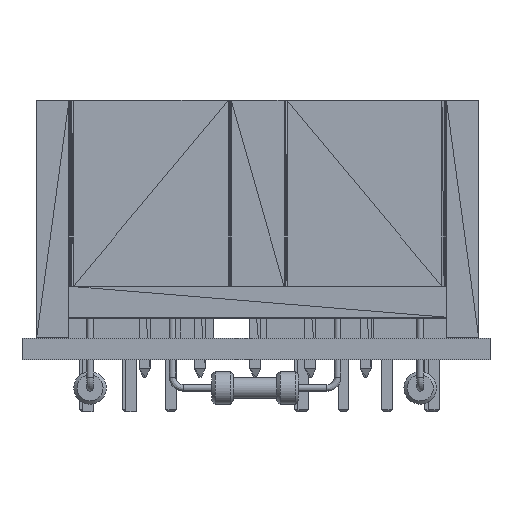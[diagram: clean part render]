
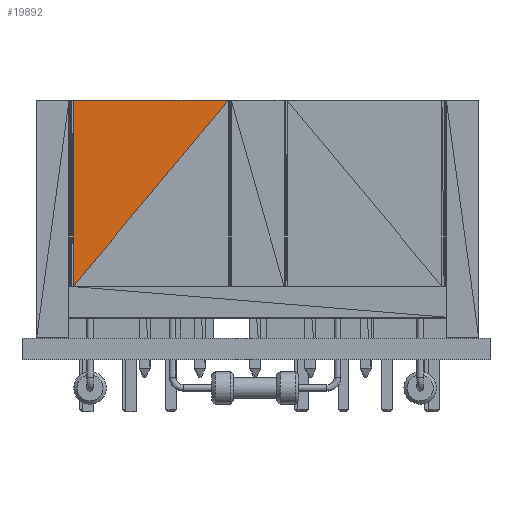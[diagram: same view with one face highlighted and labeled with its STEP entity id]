
A CAD part, front view. The second image highlights one B-rep face of the part: STEP entity #19892.
In plain terms, the highlighted planar face has unit normal (0, -1, 0).
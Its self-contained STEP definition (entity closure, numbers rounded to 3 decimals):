
#18863 = VERTEX_POINT('',#18864);
#18864 = CARTESIAN_POINT('',(-8.388,-4.116,
    10.974));
#19622 = VERTEX_POINT('',#19623);
#19623 = CARTESIAN_POINT('',(-8.388,-4.116,
    2.39));
#19858 = EDGE_CURVE('',#19622,#18863,#19859,.T.);
#19859 = LINE('',#19860,#19861);
#19860 = CARTESIAN_POINT('',(-8.388,-4.116,
    2.39));
#19861 = VECTOR('',#19862,1.);
#19862 = DIRECTION('',(0.,0.,1.));
#19875 = VERTEX_POINT('',#19876);
#19876 = CARTESIAN_POINT('',(-1.24,-4.116,
    10.974));
#19882 = EDGE_CURVE('',#19875,#19622,#19883,.T.);
#19883 = LINE('',#19884,#19885);
#19884 = CARTESIAN_POINT('',(-1.24,-4.116,
    10.974));
#19885 = VECTOR('',#19886,1.);
#19886 = DIRECTION('',(-0.64,0.,-0.768));
#19892 = ADVANCED_FACE('',(#19893),#19903,.F.);
#19893 = FACE_BOUND('',#19894,.T.);
#19894 = EDGE_LOOP('',(#19895,#19896,#19902));
#19895 = ORIENTED_EDGE('',*,*,#19882,.F.);
#19896 = ORIENTED_EDGE('',*,*,#19897,.T.);
#19897 = EDGE_CURVE('',#19875,#18863,#19898,.T.);
#19898 = LINE('',#19899,#19900);
#19899 = CARTESIAN_POINT('',(-1.24,-4.116,
    10.974));
#19900 = VECTOR('',#19901,1.);
#19901 = DIRECTION('',(-1.,0.,0.));
#19902 = ORIENTED_EDGE('',*,*,#19858,.F.);
#19903 = PLANE('',#19904);
#19904 = AXIS2_PLACEMENT_3D('',#19905,#19906,#19907);
#19905 = CARTESIAN_POINT('',(-8.388,-4.116,
    2.39));
#19906 = DIRECTION('',(0.,1.,0.));
#19907 = DIRECTION('',(0.,0.,1.));
